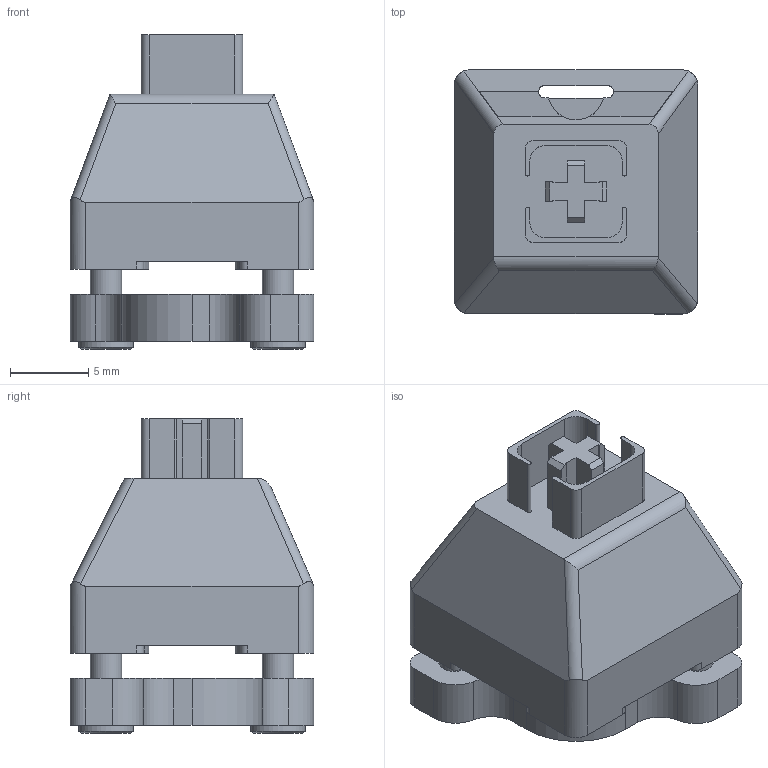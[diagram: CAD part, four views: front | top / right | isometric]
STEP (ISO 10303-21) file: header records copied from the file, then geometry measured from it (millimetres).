
FILE_DESCRIPTION(/* description */ (''),/* implementation_level */ '2;1');
FILE_NAME(/* name */ 'MagLevSwitch.step',/* time_stamp */ '2024-02-29T18:40:24+09:00',/* author */ (''),/* organization */ (''),/* preprocessor_version */ 'ST-DEVELOPER v20',/* originating_system */ 'Autodesk Translation Framework v12.20.1.177',/* authorisation */ '');
FILE_SCHEMA (('AUTOMOTIVE_DESIGN { 1 0 10303 214 3 1 1 }'));
Length unit declared in the file: millimetre
Products named in the file (1): Mockup
Bounding box: 15.6 x 15.6 x 20.1 mm (x, y, z)
Volume: 2424.1 mm3; surface area: 1736.4 mm2
Topology: 1 solids, 1 shells, 160 faces, 439 edges, 292 vertices
Faces by surface type: plane 102, cylinder 56, cone 2
Full cylindrical faces by diameter (mm): 2 x2, 3.5 x2, 4 x2
Entity records: 5178 total; most frequent: CARTESIAN_POINT 958, ORIENTED_EDGE 878, DIRECTION 871, EDGE_CURVE 439, LINE 317, VECTOR 317, VERTEX_POINT 292, AXIS2_PLACEMENT_3D 277
